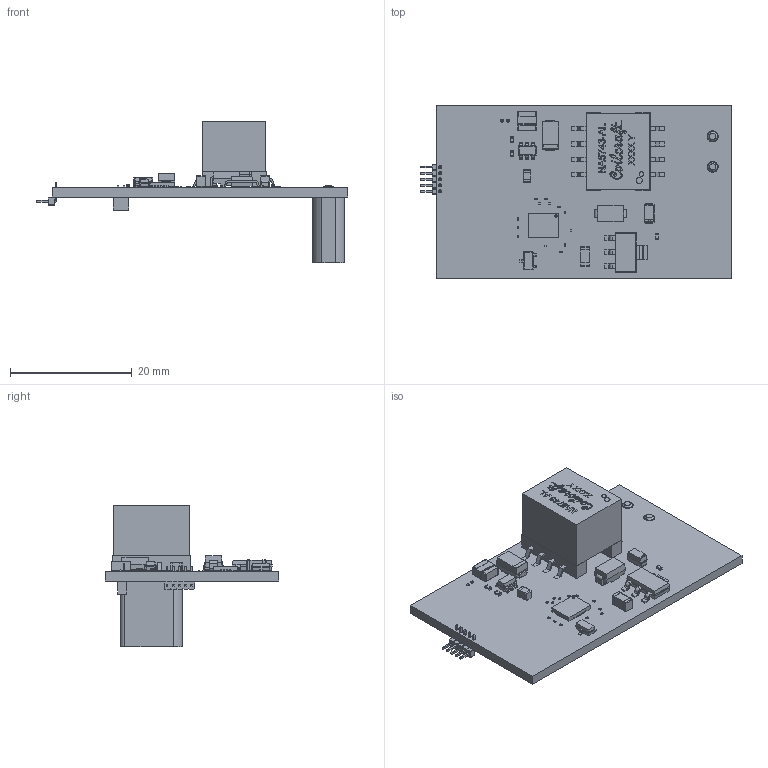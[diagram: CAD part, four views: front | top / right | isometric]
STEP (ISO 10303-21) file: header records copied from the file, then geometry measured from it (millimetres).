
FILE_DESCRIPTION(('KiCad electronic assembly'),'2;1');
FILE_NAME('power module v11.step','2025-08-31T14:35:32',('Pcbnew'),( 'Kicad'),'Open CASCADE STEP processor 7.8','KiCad to STEP converter' ,'Unknown');
FILE_SCHEMA(('AUTOMOTIVE_DESIGN { 1 0 10303 214 1 1 1 1 }'));
Length unit declared in the file: millimetre
Products named in the file (34): power module v11 1; R_01005_0402Metric; IND_TAIYO_NR3015_TAY; part; NA5920-ALD; SOT-23-6; SOT_23_6; R_0402_1005Metric; GRM31CR71E106KA12K; GRM_Auto_Q3_3.2_1.6_1.8_0.55; SC-59; SC_59; LT3751IUFD_PBF; LT3751IUFD#PBF; D_SMA; SOT-223; SOT_223; T491A106M010AT; T489A104M035ATE20K; ES1J; NRVUS2DA; GRM21BR61E106KA73L; GRM_Auto_Q3_2_1.25_1.4_0.45; PinHeader_1x05_P1.00mm_Horizontal; PinHeader_1x05_P100mm_Horizontal; XT30UPB-M; PinSocket_1x02_P1.00mm_Vertical; PinSocket_1x02_P100mm_Vertical; power module v9_PCB
Assembly tree (47 placements, depth 3):
  power module v11 1
    R_01005_0402Metric  x13
      R_01005_0402Metric
    IND_TAIYO_NR3015_TAY
      part
    NA5920-ALD
      NA5920-ALD
    SOT-23-6
      SOT_23_6
    R_0402_1005Metric  x3
      R_0402_1005Metric
    GRM31CR71E106KA12K
      GRM_Auto_Q3_3.2_1.6_1.8_0.55
    SC-59
      SC_59
    LT3751IUFD_PBF
      LT3751IUFD#PBF
    D_SMA
      D_SMA
    SOT-223
      SOT_223
    T491A106M010AT
      T489A104M035ATE20K
    ES1J
      NRVUS2DA
    GRM21BR61E106KA73L
      GRM_Auto_Q3_2_1.25_1.4_0.45
    PinHeader_1x05_P1.00mm_Horizontal
      PinHeader_1x05_P100mm_Horizontal
    XT30UPB-M
      XT30UPB-M
    PinSocket_1x02_P1.00mm_Vertical
      PinSocket_1x02_P100mm_Vertical
    power module v9_PCB
Bounding box: 51.09 x 28.5 x 23.15 mm (x, y, z)
Volume: 3977.3 mm3; surface area: 5619.7 mm2
Topology: 71 solids, 71 shells, 1795 faces, 4814 edges, 3206 vertices
Faces by surface type: plane 1264, cylinder 394, bspline 83, sphere 24, cone 14, torus 8, revolution 8
Full cylindrical faces by diameter (mm): 0.5 x7, 1.8 x2
Entity records: 52105 total; most frequent: CARTESIAN_POINT 10924, ORIENTED_EDGE 7692, DIRECTION 6738, EDGE_CURVE 3846, LINE 2706, VECTOR 2706, VERTEX_POINT 2590, AXIS2_PLACEMENT_3D 2012
